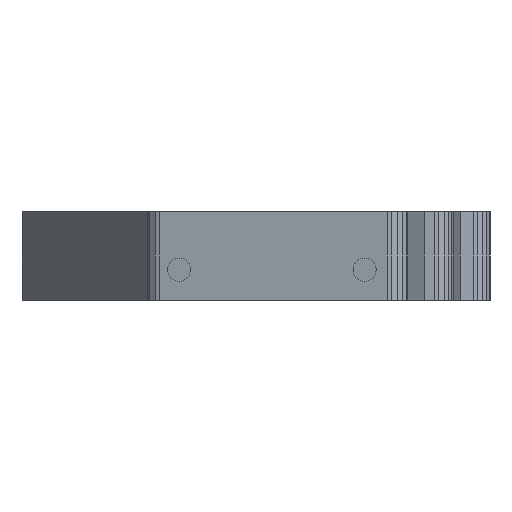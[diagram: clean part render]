
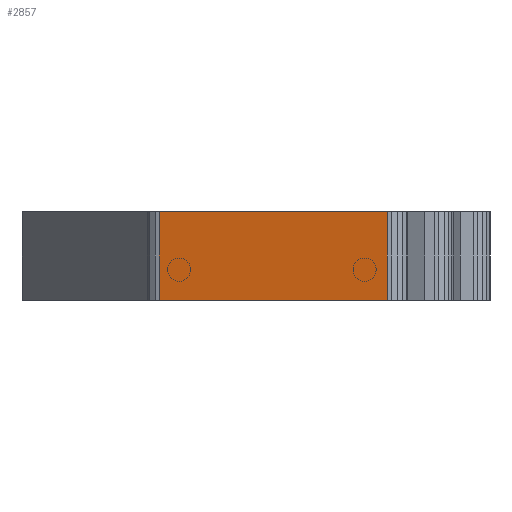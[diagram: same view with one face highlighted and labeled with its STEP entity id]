
A CAD part, left-side view. The second image highlights one B-rep face of the part: STEP entity #2857.
In plain terms, the highlighted planar face has unit normal (-0.978, 0.209, 0).
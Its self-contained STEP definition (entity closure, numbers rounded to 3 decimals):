
#117=PLANE('',#3048);
#374=LINE('',#4320,#747);
#406=LINE('',#4403,#779);
#491=LINE('',#4590,#864);
#492=LINE('',#4592,#865);
#747=VECTOR('',#3433,10.);
#779=VECTOR('',#3501,10.);
#864=VECTOR('',#3736,10.);
#865=VECTOR('',#3739,10.);
#1015=FACE_OUTER_BOUND('',#1155,.T.);
#1155=EDGE_LOOP('',(#2657,#2658,#2659,#2660));
#1437=VERTEX_POINT('',#4317);
#1438=VERTEX_POINT('',#4319);
#1470=VERTEX_POINT('',#4400);
#1471=VERTEX_POINT('',#4402);
#1760=EDGE_CURVE('',#1437,#1438,#374,.T.);
#1803=EDGE_CURVE('',#1470,#1471,#406,.T.);
#1893=EDGE_CURVE('',#1438,#1470,#491,.T.);
#1894=EDGE_CURVE('',#1437,#1471,#492,.T.);
#2657=ORIENTED_EDGE('',*,*,#1894,.T.);
#2658=ORIENTED_EDGE('',*,*,#1803,.F.);
#2659=ORIENTED_EDGE('',*,*,#1893,.F.);
#2660=ORIENTED_EDGE('',*,*,#1760,.F.);
#2857=ADVANCED_FACE('',(#1015),#117,.T.);
#3048=AXIS2_PLACEMENT_3D('',#4591,#3737,#3738);
#3433=DIRECTION('',(0.209,0.978,0.));
#3501=DIRECTION('',(-0.209,-0.978,0.));
#3736=DIRECTION('',(0.,0.,1.));
#3737=DIRECTION('center_axis',(-0.978,0.209,0.));
#3738=DIRECTION('ref_axis',(0.209,0.978,0.));
#3739=DIRECTION('',(0.,0.,1.));
#4317=CARTESIAN_POINT('',(-4.522,-78.012,3.122));
#4319=CARTESIAN_POINT('',(6.49,-26.388,3.122));
#4320=CARTESIAN_POINT('',(0.021,-56.714,3.122));
#4400=CARTESIAN_POINT('',(6.49,-26.388,23.122));
#4402=CARTESIAN_POINT('',(-4.522,-78.012,23.122));
#4403=CARTESIAN_POINT('',(6.49,-26.388,23.122));
#4590=CARTESIAN_POINT('',(6.49,-26.388,15.622));
#4591=CARTESIAN_POINT('Origin',(-4.522,-78.012,4.122));
#4592=CARTESIAN_POINT('',(-4.522,-78.012,15.622));
